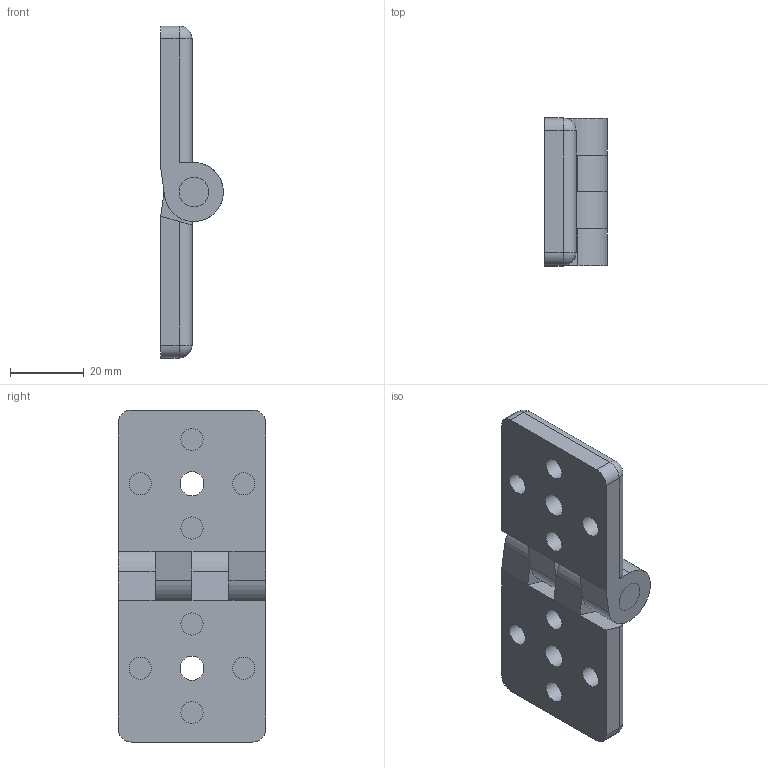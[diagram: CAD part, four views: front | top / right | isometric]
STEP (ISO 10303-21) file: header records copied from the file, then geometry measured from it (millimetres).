
FILE_DESCRIPTION(/* description */ (''),/* implementation_level */ '2;1');
FILE_NAME(/* name */ '140310',/* time_stamp */ '2014-10-06T11:00:48+02:00',/* author */ (''),/* organization */ (''),/* preprocessor_version */ 'ST-DEVELOPER v14',/* originating_system */ 'HiCAD 2013 1802.4 Build 509',/* authorisation */ '');
FILE_SCHEMA (('AUTOMOTIVE_DESIGN { 1 0 10303 214 1 1 1 1 }'));
Length unit declared in the file: millimetre
Products named in the file (5): Root; 140310Scharnier 45x45 8 en 10BOIKON
Assembly tree (4 placements, depth 3):
  Root
    140310Scharnier 45x45 8 en 10BOIKON
      (unnamed)
      (unnamed)
      (unnamed)
Bounding box: 16.99 x 40 x 90 mm (x, y, z)
Volume: 31324.3 mm3; surface area: 14128.1 mm2
Topology: 3 solids, 3 shells, 75 faces, 179 edges, 120 vertices
Faces by surface type: plane 40, cylinder 29, sphere 4, cone 2
Full cylindrical faces by diameter (mm): 6 x8, 6.5 x2, 8 x5
Entity records: 3508 total; most frequent: DIRECTION 372, CARTESIAN_POINT 333, PRESENTATION_STYLE_ASSIGNMENT 291, COLOUR_RGB 289, DRAUGHTING_PRE_DEFINED_CURVE_FONT 288, CURVE_STYLE 288, OVER_RIDING_STYLED_ITEM 288, ORIENTED_EDGE 288
